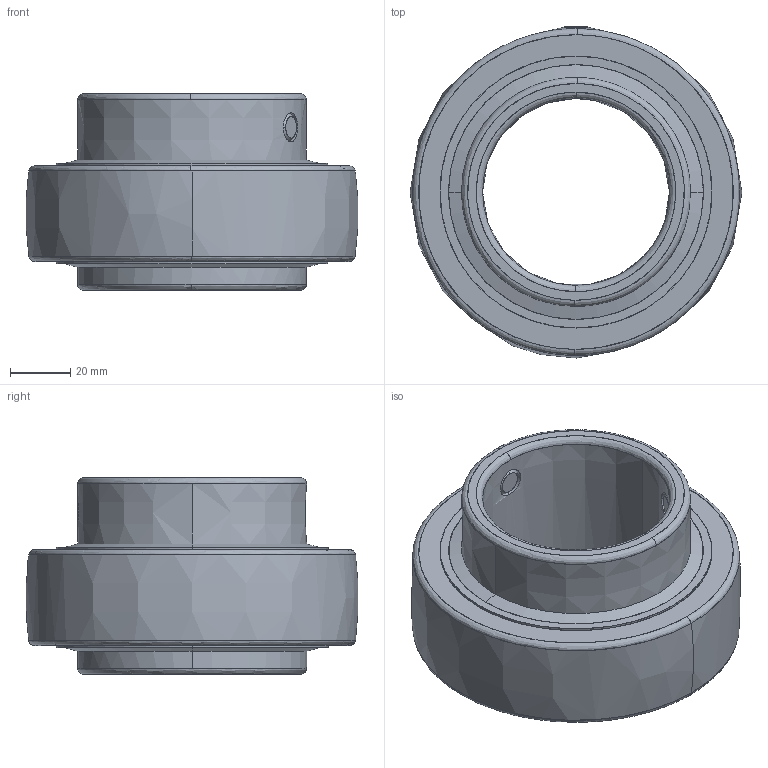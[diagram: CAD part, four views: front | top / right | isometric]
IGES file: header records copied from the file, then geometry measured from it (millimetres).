
Start section: SolidWorks IGES file using analytic representation for surfaces
Global section: file name: MCDEFAU1220810292268.igs; native system: SolidWorks 2011; preprocessor: SolidWorks 2011; author: partstream; date: 101220.081024; units: millimetre
Bounding box: 109.8 x 109.89 x 65.1 mm (x, y, z)
Surface area: 42472.4 mm2 (no closed solid volume)
Topology: 0 solids, 0 shells, 61 faces, 1497 edges, 1504 vertices
Faces by surface type: revolution 36, bspline 25
